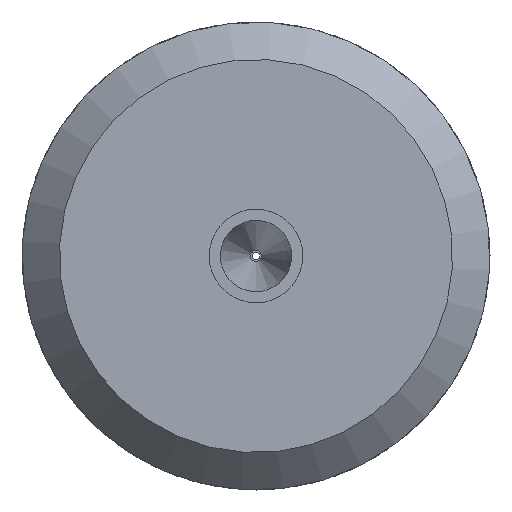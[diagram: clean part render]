
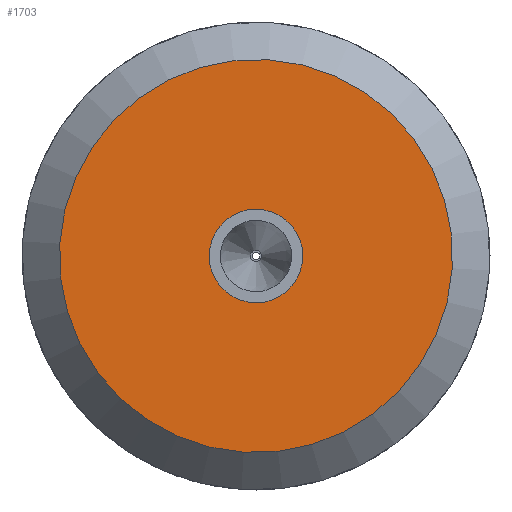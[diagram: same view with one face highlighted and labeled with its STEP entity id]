
A CAD part, left-side view. The second image highlights one B-rep face of the part: STEP entity #1703.
In plain terms, the highlighted planar face has unit normal (-1, 0, 0).
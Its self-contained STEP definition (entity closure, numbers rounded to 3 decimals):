
#1600=CARTESIAN_POINT('',(0.,-0.432,0.));
#1601=VERTEX_POINT('',#1600);
#1602=CARTESIAN_POINT('',(0.0,0.,0.0));
#1603=DIRECTION('',(1.0,0.0,0.0));
#1604=DIRECTION('',(0.0,1.0,0.0));
#1605=AXIS2_PLACEMENT_3D('',#1602,#1603,#1604);
#1606=CIRCLE('',#1605,0.432);
#1607=EDGE_CURVE('',#1601,#1601,#1606,.T.);
#1628=CARTESIAN_POINT('',(0.0,2.667,0.0));
#1629=VERTEX_POINT('',#1628);
#1630=CARTESIAN_POINT('',(0.,0.,0.0));
#1631=DIRECTION('',(1.0,0.0,0.0));
#1632=DIRECTION('',(0.0,1.0,0.0));
#1633=AXIS2_PLACEMENT_3D('',#1630,#1631,#1632);
#1634=CIRCLE('',#1633,2.667);
#1635=EDGE_CURVE('',#1629,#1629,#1634,.T.);
#1692=CARTESIAN_POINT('',(0.0,1.334,0.0));
#1693=DIRECTION('',(-1.0,0.0,0.0));
#1694=DIRECTION('',(0.0,0.0,1.0));
#1695=AXIS2_PLACEMENT_3D('',#1692,#1693,#1694);
#1696=PLANE('',#1695);
#1697=ORIENTED_EDGE('',*,*,#1635,.F.);
#1698=EDGE_LOOP('',(#1697));
#1699=FACE_OUTER_BOUND('',#1698,.T.);
#1700=ORIENTED_EDGE('',*,*,#1607,.T.);
#1701=EDGE_LOOP('',(#1700));
#1702=FACE_BOUND('',#1701,.T.);
#1703=ADVANCED_FACE('',(#1699,#1702),#1696,.T.);
